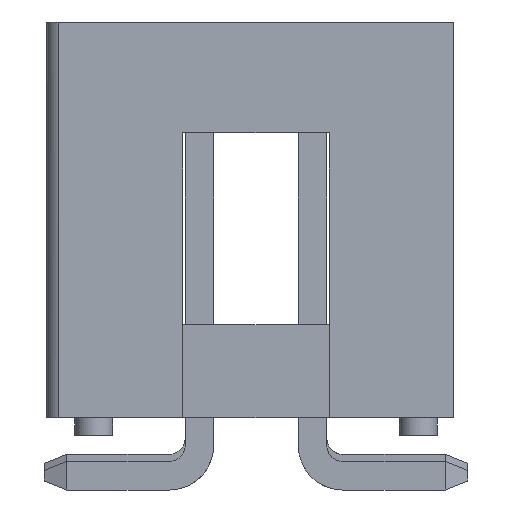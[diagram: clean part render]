
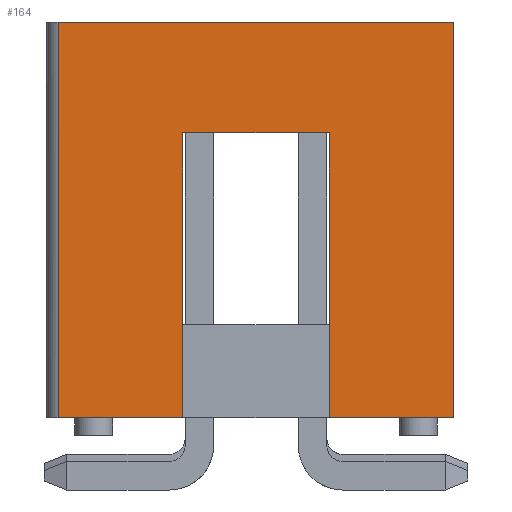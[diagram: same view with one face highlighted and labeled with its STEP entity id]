
A CAD part, left-side view. The second image highlights one B-rep face of the part: STEP entity #164.
In plain terms, the highlighted planar face has unit normal (-1, 0, 0).
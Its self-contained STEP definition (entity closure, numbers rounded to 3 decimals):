
#164=ADVANCED_FACE('',(#367),#3014,.T.);
#367=FACE_OUTER_BOUND('',#570,.T.);
#570=EDGE_LOOP('',(#953,#954,#955,#956,#957,#958,#959,#960));
#953=ORIENTED_EDGE('',*,*,#1835,.T.);
#954=ORIENTED_EDGE('',*,*,#1841,.T.);
#955=ORIENTED_EDGE('',*,*,#1840,.F.);
#956=ORIENTED_EDGE('',*,*,#1839,.T.);
#957=ORIENTED_EDGE('',*,*,#1838,.T.);
#958=ORIENTED_EDGE('',*,*,#1831,.F.);
#959=ORIENTED_EDGE('',*,*,#1837,.F.);
#960=ORIENTED_EDGE('',*,*,#1836,.T.);
#1831=EDGE_CURVE('',#2738,#2739,#2349,.T.);
#1835=EDGE_CURVE('',#2744,#2746,#2353,.T.);
#1836=EDGE_CURVE('',#2741,#2744,#2354,.T.);
#1837=EDGE_CURVE('',#2741,#2738,#2355,.T.);
#1838=EDGE_CURVE('',#2745,#2739,#2356,.T.);
#1839=EDGE_CURVE('',#2743,#2745,#2357,.T.);
#1840=EDGE_CURVE('',#2743,#2742,#2358,.T.);
#1841=EDGE_CURVE('',#2746,#2742,#2359,.T.);
#2349=B_SPLINE_CURVE_WITH_KNOTS('',1,(#4209,#4210),.UNSPECIFIED.,.F.,.F.,
(2,2),(0.,1.),.UNSPECIFIED.);
#2353=B_SPLINE_CURVE_WITH_KNOTS('',1,(#4217,#4218),.UNSPECIFIED.,.F.,.F.,
(2,2),(0.,0.003),.UNSPECIFIED.);
#2354=B_SPLINE_CURVE_WITH_KNOTS('',1,(#4219,#4220),.UNSPECIFIED.,.F.,.F.,
(2,2),(0.042,0.048),.UNSPECIFIED.);
#2355=B_SPLINE_CURVE_WITH_KNOTS('',1,(#4221,#4222),.UNSPECIFIED.,.F.,.F.,
(2,2),(-0.042,-0.039),.UNSPECIFIED.);
#2356=B_SPLINE_CURVE_WITH_KNOTS('',1,(#4223,#4224),.UNSPECIFIED.,.F.,.F.,
(2,2),(0.021,0.03),.UNSPECIFIED.);
#2357=B_SPLINE_CURVE_WITH_KNOTS('',1,(#4225,#4226),.UNSPECIFIED.,.F.,.F.,
(2,2),(0.012,0.021),.UNSPECIFIED.);
#2358=B_SPLINE_CURVE_WITH_KNOTS('',1,(#4227,#4228),.UNSPECIFIED.,.F.,.F.,
(2,2),(-0.012,-0.01),.UNSPECIFIED.);
#2359=B_SPLINE_CURVE_WITH_KNOTS('',1,(#4229,#4230),.UNSPECIFIED.,.F.,.F.,
(2,2),(0.003,0.01),.UNSPECIFIED.);
#2738=VERTEX_POINT('',#3854);
#2739=VERTEX_POINT('',#3855);
#2741=VERTEX_POINT('',#3857);
#2742=VERTEX_POINT('',#3858);
#2743=VERTEX_POINT('',#3859);
#2744=VERTEX_POINT('',#3860);
#2745=VERTEX_POINT('',#3861);
#2746=VERTEX_POINT('',#3862);
#3014=PLANE('',#3217);
#3217=AXIS2_PLACEMENT_3D('',#3631,#3403,$);
#3403=DIRECTION('',(-1.,0.,0.));
#3631=CARTESIAN_POINT('',(-7.62,-4.445,1.63));
#3854=CARTESIAN_POINT('',(-7.62,4.445,1.63));
#3855=CARTESIAN_POINT('',(-7.62,4.445,10.52));
#3857=CARTESIAN_POINT('',(-7.62,1.65,1.63));
#3858=CARTESIAN_POINT('',(-7.62,-1.65,1.63));
#3859=CARTESIAN_POINT('',(-7.62,-4.445,1.63));
#3860=CARTESIAN_POINT('',(-7.62,1.65,8.03));
#3861=CARTESIAN_POINT('',(-7.62,-4.445,10.52));
#3862=CARTESIAN_POINT('',(-7.62,-1.65,8.03));
#4209=CARTESIAN_POINT('',(-7.62,4.445,1.63));
#4210=CARTESIAN_POINT('',(-7.62,4.445,10.52));
#4217=CARTESIAN_POINT('',(-7.62,1.65,8.03));
#4218=CARTESIAN_POINT('',(-7.62,-1.65,8.03));
#4219=CARTESIAN_POINT('',(-7.62,1.65,1.63));
#4220=CARTESIAN_POINT('',(-7.62,1.65,8.03));
#4221=CARTESIAN_POINT('',(-7.62,1.65,1.63));
#4222=CARTESIAN_POINT('',(-7.62,4.445,1.63));
#4223=CARTESIAN_POINT('',(-7.62,-4.445,10.52));
#4224=CARTESIAN_POINT('',(-7.62,4.445,10.52));
#4225=CARTESIAN_POINT('',(-7.62,-4.445,1.63));
#4226=CARTESIAN_POINT('',(-7.62,-4.445,10.52));
#4227=CARTESIAN_POINT('',(-7.62,-4.445,1.63));
#4228=CARTESIAN_POINT('',(-7.62,-1.65,1.63));
#4229=CARTESIAN_POINT('',(-7.62,-1.65,8.03));
#4230=CARTESIAN_POINT('',(-7.62,-1.65,1.63));
